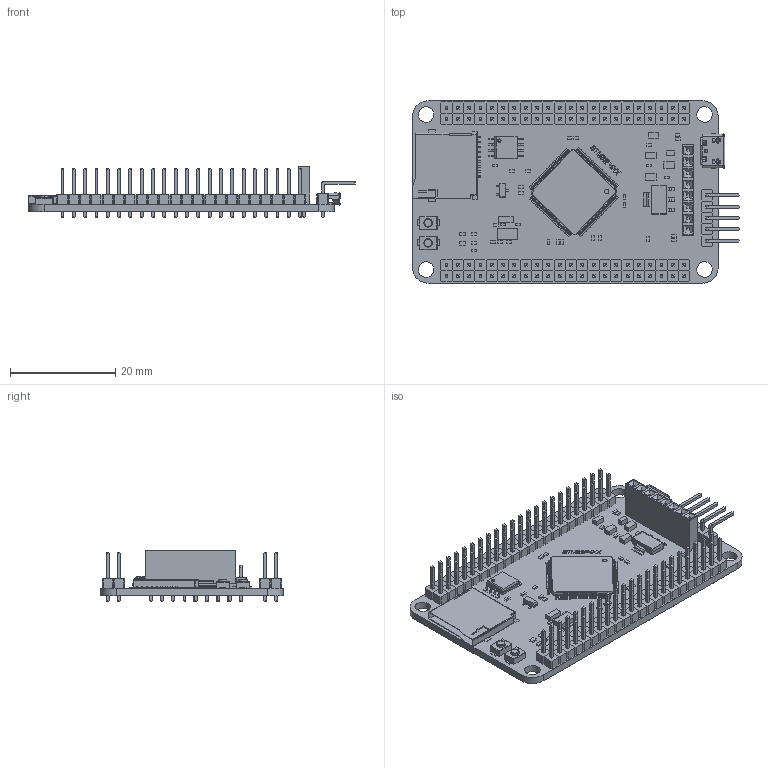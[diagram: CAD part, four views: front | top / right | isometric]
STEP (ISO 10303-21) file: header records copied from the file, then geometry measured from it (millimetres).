
FILE_DESCRIPTION(('FreeCAD Model'),'2;1');
FILE_NAME('Open CASCADE Shape Model','2025-04-30T09:08:25',('FreeCAD'),( 'FreeCAD'),'Open CASCADE STEP processor 7.6','FreeCAD','Unknown');
FILE_SCHEMA(('AUTOMOTIVE_DESIGN { 1 0 10303 214 1 1 1 1 }'));
Products named in the file (1): Open CASCADE STEP translator 7.6 1
Bounding box: 62.13 x 34.63 x 9.74 mm (x, y, z)
Volume: 4356.5 mm3; surface area: 10379.4 mm2
Topology: 124 solids, 124 shells, 7381 faces, 16883 edges, 9938 vertices
Faces by surface type: bspline 7381
Entity records: 187732 total; most frequent: CARTESIAN_POINT 83992, ORIENTED_EDGE 33698, EDGE_CURVE 16849, B_SPLINE_CURVE_WITH_KNOTS 14364, VERTEX_POINT 9938, FACE_BOUND 7661, EDGE_LOOP 7661, ADVANCED_FACE 7381
